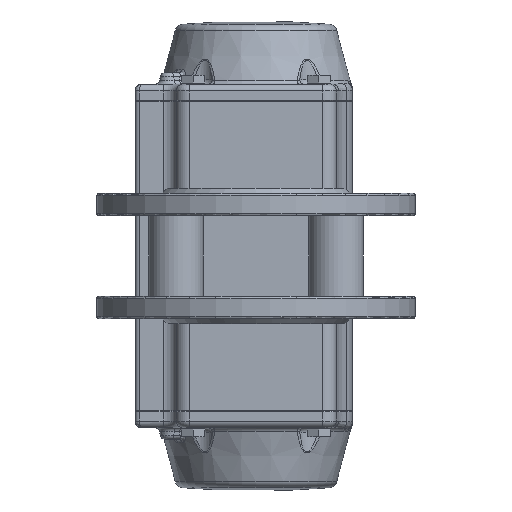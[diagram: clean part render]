
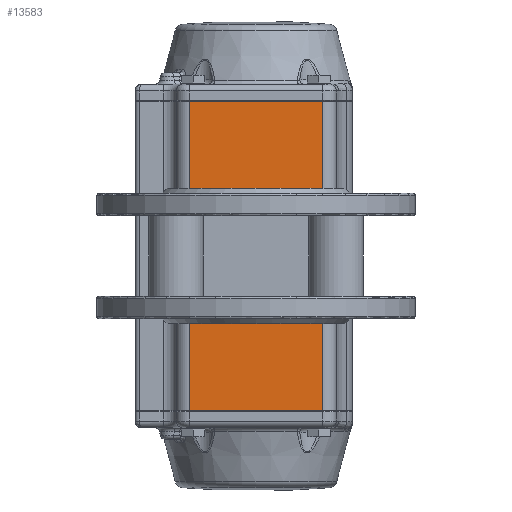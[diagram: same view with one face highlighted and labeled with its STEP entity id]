
A CAD part, front view. The second image highlights one B-rep face of the part: STEP entity #13583.
In plain terms, the highlighted planar face has unit normal (0, -1, 0).
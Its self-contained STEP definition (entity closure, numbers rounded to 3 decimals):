
#863=PLANE('',#15012);
#1499=LINE('',#26587,#2267);
#1506=LINE('',#26620,#2274);
#1535=LINE('',#26722,#2303);
#1536=LINE('',#26724,#2304);
#2267=VECTOR('',#18186,1000.);
#2274=VECTOR('',#18213,1000.);
#2303=VECTOR('',#18314,1000.);
#2304=VECTOR('',#18317,1000.);
#5251=ORIENTED_EDGE('',*,*,#7423,.F.);
#5252=ORIENTED_EDGE('',*,*,#7491,.F.);
#5253=ORIENTED_EDGE('',*,*,#7439,.T.);
#5254=ORIENTED_EDGE('',*,*,#7492,.T.);
#5255=ORIENTED_EDGE('',*,*,#7065,.F.);
#5256=ORIENTED_EDGE('',*,*,#7063,.F.);
#5257=ORIENTED_EDGE('',*,*,#7061,.F.);
#5258=ORIENTED_EDGE('',*,*,#7059,.F.);
#5259=ORIENTED_EDGE('',*,*,#7057,.F.);
#5260=ORIENTED_EDGE('',*,*,#7055,.F.);
#5261=ORIENTED_EDGE('',*,*,#7053,.F.);
#5262=ORIENTED_EDGE('',*,*,#7051,.F.);
#5263=ORIENTED_EDGE('',*,*,#7049,.T.);
#7049=EDGE_CURVE('',#8512,#8512,#9398,.T.);
#7051=EDGE_CURVE('',#8515,#8515,#9400,.T.);
#7053=EDGE_CURVE('',#8518,#8518,#9402,.T.);
#7055=EDGE_CURVE('',#8521,#8521,#9404,.T.);
#7057=EDGE_CURVE('',#8524,#8524,#9406,.T.);
#7059=EDGE_CURVE('',#8527,#8527,#9408,.T.);
#7061=EDGE_CURVE('',#8530,#8530,#9410,.T.);
#7063=EDGE_CURVE('',#8533,#8533,#9412,.T.);
#7065=EDGE_CURVE('',#8536,#8536,#9414,.T.);
#7423=EDGE_CURVE('',#8769,#8770,#1499,.T.);
#7439=EDGE_CURVE('',#8786,#8785,#1506,.T.);
#7491=EDGE_CURVE('',#8786,#8769,#1535,.T.);
#7492=EDGE_CURVE('',#8785,#8770,#1536,.T.);
#8512=VERTEX_POINT('',#23868);
#8515=VERTEX_POINT('',#23875);
#8518=VERTEX_POINT('',#23882);
#8521=VERTEX_POINT('',#23889);
#8524=VERTEX_POINT('',#23896);
#8527=VERTEX_POINT('',#23903);
#8530=VERTEX_POINT('',#23910);
#8533=VERTEX_POINT('',#23917);
#8536=VERTEX_POINT('',#23924);
#8769=VERTEX_POINT('',#26586);
#8770=VERTEX_POINT('',#26588);
#8785=VERTEX_POINT('',#26619);
#8786=VERTEX_POINT('',#26621);
#9398=CIRCLE('',#14628,16.5);
#9400=CIRCLE('',#14632,2.5);
#9402=CIRCLE('',#14636,2.5);
#9404=CIRCLE('',#14640,2.5);
#9406=CIRCLE('',#14644,2.5);
#9408=CIRCLE('',#14648,3.4);
#9410=CIRCLE('',#14652,3.4);
#9412=CIRCLE('',#14656,3.4);
#9414=CIRCLE('',#14660,3.4);
#10495=EDGE_LOOP('',(#5251,#5252,#5253,#5254));
#10496=EDGE_LOOP('',(#5255));
#10497=EDGE_LOOP('',(#5256));
#10498=EDGE_LOOP('',(#5257));
#10499=EDGE_LOOP('',(#5258));
#10500=EDGE_LOOP('',(#5259));
#10501=EDGE_LOOP('',(#5260));
#10502=EDGE_LOOP('',(#5261));
#10503=EDGE_LOOP('',(#5262));
#10504=EDGE_LOOP('',(#5263));
#11482=FACE_BOUND('',#10495,.T.);
#11483=FACE_BOUND('',#10496,.T.);
#11484=FACE_BOUND('',#10497,.T.);
#11485=FACE_BOUND('',#10498,.T.);
#11486=FACE_BOUND('',#10499,.T.);
#11487=FACE_BOUND('',#10500,.T.);
#11488=FACE_BOUND('',#10501,.T.);
#11489=FACE_BOUND('',#10502,.T.);
#11490=FACE_BOUND('',#10503,.T.);
#11491=FACE_BOUND('',#10504,.T.);
#13583=ADVANCED_FACE('',(#11482,#11483,#11484,#11485,#11486,#11487,#11488,
#11489,#11490,#11491),#863,.T.);
#14628=AXIS2_PLACEMENT_3D('',#23867,#17392,#17393);
#14632=AXIS2_PLACEMENT_3D('',#23874,#17400,#17401);
#14636=AXIS2_PLACEMENT_3D('',#23881,#17408,#17409);
#14640=AXIS2_PLACEMENT_3D('',#23888,#17416,#17417);
#14644=AXIS2_PLACEMENT_3D('',#23895,#17424,#17425);
#14648=AXIS2_PLACEMENT_3D('',#23902,#17432,#17433);
#14652=AXIS2_PLACEMENT_3D('',#23909,#17440,#17441);
#14656=AXIS2_PLACEMENT_3D('',#23916,#17448,#17449);
#14660=AXIS2_PLACEMENT_3D('',#23923,#17456,#17457);
#15012=AXIS2_PLACEMENT_3D('',#26723,#18315,#18316);
#17392=DIRECTION('',(0.,1.,0.));
#17393=DIRECTION('',(0.,0.,-1.));
#17400=DIRECTION('',(0.,-1.,0.));
#17401=DIRECTION('',(0.,0.,-1.));
#17408=DIRECTION('',(0.,-1.,0.));
#17409=DIRECTION('',(0.,0.,-1.));
#17416=DIRECTION('',(0.,-1.,0.));
#17417=DIRECTION('',(0.,0.,-1.));
#17424=DIRECTION('',(0.,-1.,0.));
#17425=DIRECTION('',(0.,0.,-1.));
#17432=DIRECTION('',(0.,-1.,0.));
#17433=DIRECTION('',(0.,0.,-1.));
#17440=DIRECTION('',(0.,-1.,0.));
#17441=DIRECTION('',(0.,0.,-1.));
#17448=DIRECTION('',(0.,-1.,0.));
#17449=DIRECTION('',(0.,0.,-1.));
#17456=DIRECTION('',(0.,-1.,0.));
#17457=DIRECTION('',(0.,0.,-1.));
#18186=DIRECTION('',(-1.,0.,0.));
#18213=DIRECTION('',(-1.,0.,0.));
#18314=DIRECTION('',(0.,0.,-1.));
#18315=DIRECTION('',(0.,-1.,0.));
#18316=DIRECTION('',(0.,0.,-1.));
#18317=DIRECTION('',(0.,0.,-1.));
#23867=CARTESIAN_POINT('',(0.,-51.5,0.));
#23868=CARTESIAN_POINT('',(0.,-51.5,-16.5));
#23874=CARTESIAN_POINT('',(-17.678,-51.5,-17.678));
#23875=CARTESIAN_POINT('',(-17.678,-51.5,-20.178));
#23881=CARTESIAN_POINT('',(17.678,-51.5,-17.678));
#23882=CARTESIAN_POINT('',(17.678,-51.5,-20.178));
#23888=CARTESIAN_POINT('',(17.678,-51.5,17.678));
#23889=CARTESIAN_POINT('',(17.678,-51.5,15.178));
#23895=CARTESIAN_POINT('',(-17.678,-51.5,17.678));
#23896=CARTESIAN_POINT('',(-17.678,-51.5,15.178));
#23902=CARTESIAN_POINT('',(-24.749,-51.5,-24.749));
#23903=CARTESIAN_POINT('',(-24.749,-51.5,-28.149));
#23909=CARTESIAN_POINT('',(24.749,-51.5,-24.749));
#23910=CARTESIAN_POINT('',(24.749,-51.5,-28.149));
#23916=CARTESIAN_POINT('',(24.749,-51.5,24.749));
#23917=CARTESIAN_POINT('',(24.749,-51.5,21.349));
#23923=CARTESIAN_POINT('',(-24.749,-51.5,24.749));
#23924=CARTESIAN_POINT('',(-24.749,-51.5,21.349));
#26586=CARTESIAN_POINT('',(29.474,-51.5,-68.5));
#26587=CARTESIAN_POINT('',(29.474,-51.5,-68.5));
#26588=CARTESIAN_POINT('',(-29.474,-51.5,-68.5));
#26619=CARTESIAN_POINT('',(-29.474,-51.5,68.5));
#26620=CARTESIAN_POINT('',(29.474,-51.5,68.5));
#26621=CARTESIAN_POINT('',(29.474,-51.5,68.5));
#26722=CARTESIAN_POINT('',(29.474,-51.5,68.5));
#26723=CARTESIAN_POINT('',(29.474,-51.5,68.5));
#26724=CARTESIAN_POINT('',(-29.474,-51.5,68.5));
